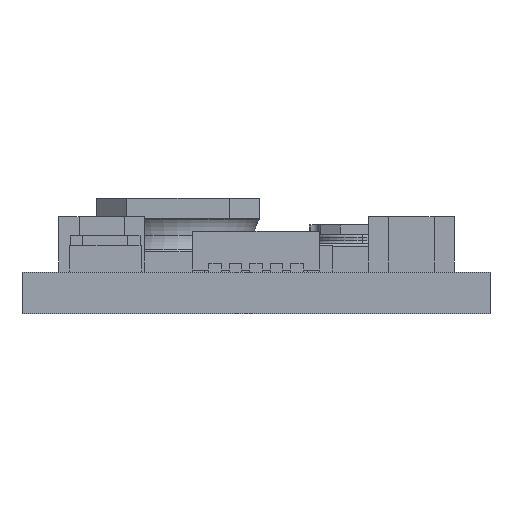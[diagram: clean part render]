
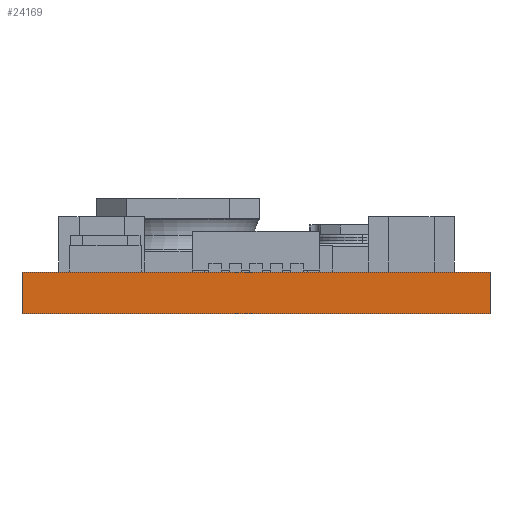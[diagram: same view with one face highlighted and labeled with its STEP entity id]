
A CAD part, front view. The second image highlights one B-rep face of the part: STEP entity #24169.
In plain terms, the highlighted planar face has unit normal (0, -1, 0).
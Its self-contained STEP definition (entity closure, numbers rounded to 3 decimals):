
#16 = CARTESIAN_POINT ( 'NONE',  ( 0., 0., 1.016 ) ) ;
#2179 = FACE_OUTER_BOUND ( 'NONE', #10513, .T. ) ;
#2774 = VECTOR ( 'NONE', #34384, 1000. ) ;
#3574 = CARTESIAN_POINT ( 'NONE',  ( 11.43, 0., 0. ) ) ;
#3858 = CARTESIAN_POINT ( 'NONE',  ( 11.43, 0., 0. ) ) ;
#3919 = VERTEX_POINT ( 'NONE', #36548 ) ;
#3977 = DIRECTION ( 'NONE',  ( 0., 0., -1. ) ) ;
#4032 = ORIENTED_EDGE ( 'NONE', *, *, #9988, .F. ) ;
#4687 = EDGE_CURVE ( 'NONE', #17725, #10372, #33290, .T. ) ;
#6133 = DIRECTION ( 'NONE',  ( 0., 1., 0. ) ) ;
#6387 = ORIENTED_EDGE ( 'NONE', *, *, #9220, .F. ) ;
#9220 = EDGE_CURVE ( 'NONE', #3919, #10372, #27029, .T. ) ;
#9988 = EDGE_CURVE ( 'NONE', #34088, #3919, #27792, .T. ) ;
#10372 = VERTEX_POINT ( 'NONE', #3574 ) ;
#10513 = EDGE_LOOP ( 'NONE', ( #13835, #6387, #4032, #18419 ) ) ;
#11161 = VECTOR ( 'NONE', #14485, 1000. ) ;
#12096 = DIRECTION ( 'NONE',  ( 0., 0., 1. ) ) ;
#12452 = AXIS2_PLACEMENT_3D ( 'NONE', #20896, #6133, #12096 ) ;
#13835 = ORIENTED_EDGE ( 'NONE', *, *, #4687, .T. ) ;
#14485 = DIRECTION ( 'NONE',  ( 1., 0., 0. ) ) ;
#14598 = PLANE ( 'NONE',  #12452 ) ;
#17725 = VERTEX_POINT ( 'NONE', #25625 ) ;
#18419 = ORIENTED_EDGE ( 'NONE', *, *, #33764, .T. ) ;
#20387 = CARTESIAN_POINT ( 'NONE',  ( 11.43, 0., 1.016 ) ) ;
#20896 = CARTESIAN_POINT ( 'NONE',  ( 11.43, 0., 1.016 ) ) ;
#21096 = CARTESIAN_POINT ( 'NONE',  ( 11.43, 0., 1.016 ) ) ;
#24169 = ADVANCED_FACE ( 'NONE', ( #2179 ), #14598, .F. ) ;
#25625 = CARTESIAN_POINT ( 'NONE',  ( 0., 0., 0. ) ) ;
#27029 = LINE ( 'NONE', #21096, #27932 ) ;
#27792 = LINE ( 'NONE', #20387, #11161 ) ;
#27932 = VECTOR ( 'NONE', #3977, 1000. ) ;
#28337 = LINE ( 'NONE', #31446, #2774 ) ;
#29229 = VECTOR ( 'NONE', #35248, 1000. ) ;
#31446 = CARTESIAN_POINT ( 'NONE',  ( 0., 0., 1.016 ) ) ;
#33290 = LINE ( 'NONE', #3858, #29229 ) ;
#33764 = EDGE_CURVE ( 'NONE', #34088, #17725, #28337, .T. ) ;
#34088 = VERTEX_POINT ( 'NONE', #16 ) ;
#34384 = DIRECTION ( 'NONE',  ( 0., 0., -1. ) ) ;
#35248 = DIRECTION ( 'NONE',  ( 1., 0., 0. ) ) ;
#36548 = CARTESIAN_POINT ( 'NONE',  ( 11.43, 0., 1.016 ) ) ;
